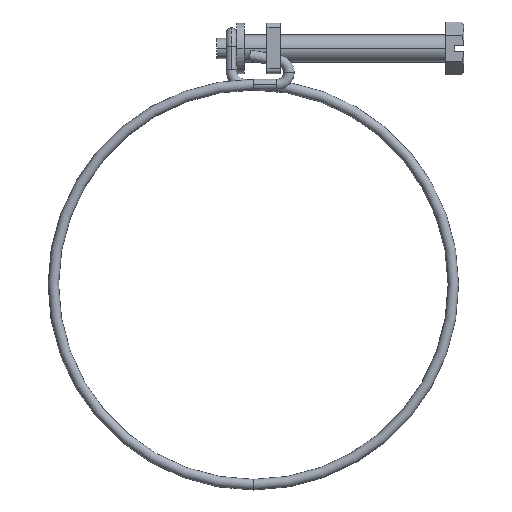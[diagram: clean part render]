
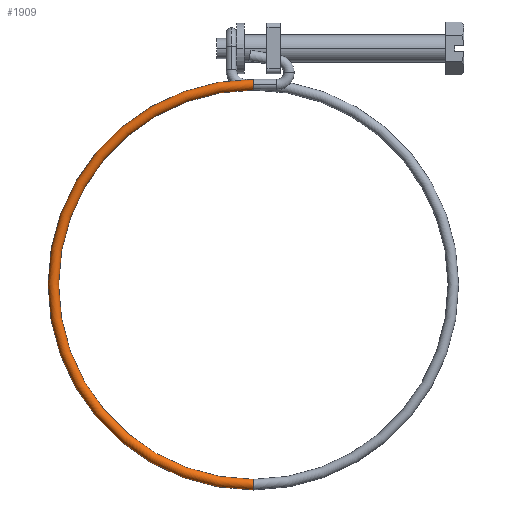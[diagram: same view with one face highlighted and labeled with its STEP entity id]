
A CAD part, top view. The second image highlights one B-rep face of the part: STEP entity #1909.
In plain terms, the highlighted toroidal (fillet/blend) face has major radius 43.666 mm and minor radius 1.15 mm.
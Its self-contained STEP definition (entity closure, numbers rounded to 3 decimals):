
#76 = VERTEX_POINT ( 'NONE', #1070 ) ;
#77 = DIRECTION ( 'NONE',  ( 1., 0., 0. ) ) ;
#78 = ORIENTED_EDGE ( 'NONE', *, *, #783, .T. ) ;
#133 = VERTEX_POINT ( 'NONE', #1367 ) ;
#217 = DIRECTION ( 'NONE',  ( 0., -0.995, -0.105 ) ) ;
#271 = EDGE_CURVE ( 'NONE', #1682, #76, #2416, .T. ) ;
#339 = AXIS2_PLACEMENT_3D ( 'NONE', #2774, #1304, #3021 ) ;
#349 = EDGE_CURVE ( 'NONE', #1682, #133, #1111, .T. ) ;
#563 = AXIS2_PLACEMENT_3D ( 'NONE', #3144, #1704, #217 ) ;
#626 = ORIENTED_EDGE ( 'NONE', *, *, #2870, .F. ) ;
#701 = FACE_OUTER_BOUND ( 'NONE', #2929, .T. ) ;
#734 = CIRCLE ( 'NONE', #339, 1.15 ) ;
#765 = DIRECTION ( 'NONE',  ( 0., 0.027, -1. ) ) ;
#783 = EDGE_CURVE ( 'NONE', #1759, #2678, #1888, .T. ) ;
#867 = EDGE_CURVE ( 'NONE', #2881, #2678, #2392, .T. ) ;
#925 = CARTESIAN_POINT ( 'NONE',  ( 4.796, -51.562, 5.375 ) ) ;
#926 = CARTESIAN_POINT ( 'NONE',  ( 4.796, -51.562, 5.375 ) ) ;
#974 = ORIENTED_EDGE ( 'NONE', *, *, #3163, .T. ) ;
#1070 = CARTESIAN_POINT ( 'NONE',  ( 4.796, -6.762, 6.581 ) ) ;
#1111 = CIRCLE ( 'NONE', #563, 1.15 ) ;
#1181 = DIRECTION ( 'NONE',  ( 0., 1., 0.027 ) ) ;
#1183 = DIRECTION ( 'NONE',  ( 0., 1., 0.027 ) ) ;
#1304 = DIRECTION ( 'NONE',  ( -1., 0., 0. ) ) ;
#1359 = TOROIDAL_SURFACE ( 'NONE', #1435, 43.666, 1.15 ) ;
#1367 = CARTESIAN_POINT ( 'NONE',  ( 4.796, -96.362, 4.2 ) ) ;
#1378 = CARTESIAN_POINT ( 'NONE',  ( 4.796, -7.912, 6.55 ) ) ;
#1435 = AXIS2_PLACEMENT_3D ( 'NONE', #2488, #765, #2982 ) ;
#1436 = AXIS2_PLACEMENT_3D ( 'NONE', #1378, #3093, #1629 ) ;
#1530 = CARTESIAN_POINT ( 'NONE',  ( 4.796, -7.912, 6.55 ) ) ;
#1604 = AXIS2_PLACEMENT_3D ( 'NONE', #1530, #77, #1780 ) ;
#1629 = DIRECTION ( 'NONE',  ( 0., 0.999, -0.051 ) ) ;
#1682 = VERTEX_POINT ( 'NONE', #2449 ) ;
#1704 = DIRECTION ( 'NONE',  ( -1., 0., 0. ) ) ;
#1750 = ORIENTED_EDGE ( 'NONE', *, *, #271, .F. ) ;
#1759 = VERTEX_POINT ( 'NONE', #2475 ) ;
#1780 = DIRECTION ( 'NONE',  ( 0., 0.999, -0.051 ) ) ;
#1854 = ORIENTED_EDGE ( 'NONE', *, *, #349, .T. ) ;
#1888 = CIRCLE ( 'NONE', #2964, 42.516 ) ;
#1909 = ADVANCED_FACE ( 'NONE', ( #701 ), #1359, .T. ) ;
#2392 = CIRCLE ( 'NONE', #1436, 1.15 ) ;
#2416 = CIRCLE ( 'NONE', #2934, 44.816 ) ;
#2449 = CARTESIAN_POINT ( 'NONE',  ( 4.796, -96.361, 4.169 ) ) ;
#2475 = CARTESIAN_POINT ( 'NONE',  ( 4.796, -94.062, 4.231 ) ) ;
#2476 = CIRCLE ( 'NONE', #1604, 1.15 ) ;
#2488 = CARTESIAN_POINT ( 'NONE',  ( 4.796, -51.562, 5.375 ) ) ;
#2612 = ORIENTED_EDGE ( 'NONE', *, *, #867, .F. ) ;
#2634 = CARTESIAN_POINT ( 'NONE',  ( 4.796, -9.061, 6.519 ) ) ;
#2650 = DIRECTION ( 'NONE',  ( 0., 0.027, -1. ) ) ;
#2651 = DIRECTION ( 'NONE',  ( 0., 0.027, -1. ) ) ;
#2678 = VERTEX_POINT ( 'NONE', #2634 ) ;
#2769 = CARTESIAN_POINT ( 'NONE',  ( 4.796, -7.912, 7.7 ) ) ;
#2774 = CARTESIAN_POINT ( 'NONE',  ( 4.796, -95.212, 4.2 ) ) ;
#2870 = EDGE_CURVE ( 'NONE', #76, #2881, #2476, .T. ) ;
#2881 = VERTEX_POINT ( 'NONE', #2769 ) ;
#2929 = EDGE_LOOP ( 'NONE', ( #1750, #1854, #974, #78, #2612, #626 ) ) ;
#2934 = AXIS2_PLACEMENT_3D ( 'NONE', #925, #2650, #1181 ) ;
#2964 = AXIS2_PLACEMENT_3D ( 'NONE', #926, #2651, #1183 ) ;
#2982 = DIRECTION ( 'NONE',  ( 0., 1., 0.027 ) ) ;
#3021 = DIRECTION ( 'NONE',  ( 0., -0.995, -0.105 ) ) ;
#3093 = DIRECTION ( 'NONE',  ( 1., 0., 0. ) ) ;
#3144 = CARTESIAN_POINT ( 'NONE',  ( 4.796, -95.212, 4.2 ) ) ;
#3163 = EDGE_CURVE ( 'NONE', #133, #1759, #734, .T. ) ;
